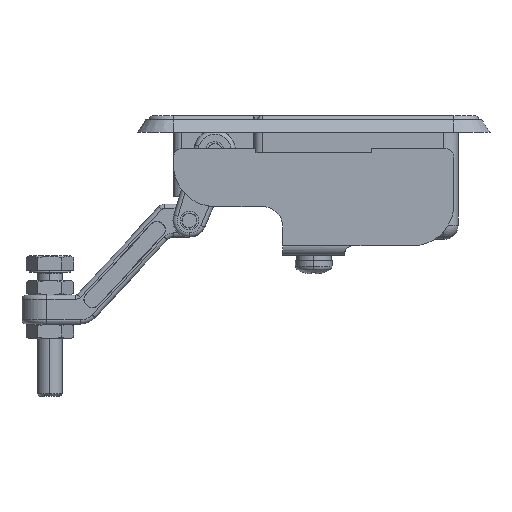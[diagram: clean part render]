
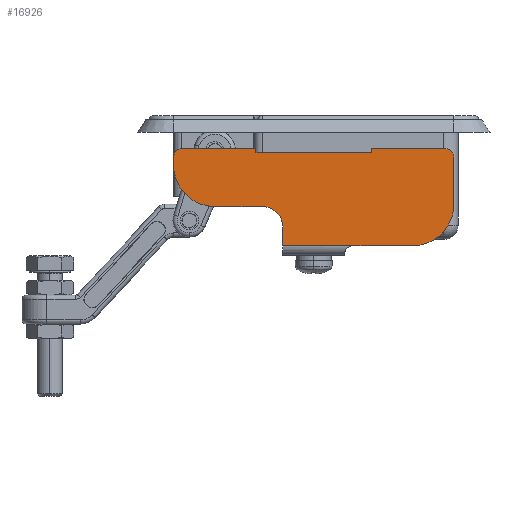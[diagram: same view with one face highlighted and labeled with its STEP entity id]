
A CAD part, left-side view. The second image highlights one B-rep face of the part: STEP entity #16926.
In plain terms, the highlighted planar face has unit normal (-1, 0, 0).
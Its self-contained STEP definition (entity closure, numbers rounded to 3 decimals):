
#79 = CIRCLE ( 'NONE', #11637, 10. ) ;
#197 = EDGE_CURVE ( 'NONE', #705, #1625, #79, .T. ) ;
#219 = DIRECTION ( 'NONE',  ( 0., -1., 0. ) ) ;
#335 = DIRECTION ( 'NONE',  ( 0., 0., -1. ) ) ;
#339 = ORIENTED_EDGE ( 'NONE', *, *, #14631, .T. ) ;
#517 = LINE ( 'NONE', #19559, #17601 ) ;
#608 = VERTEX_POINT ( 'NONE', #11684 ) ;
#646 = ORIENTED_EDGE ( 'NONE', *, *, #9970, .T. ) ;
#705 = VERTEX_POINT ( 'NONE', #959 ) ;
#836 = VERTEX_POINT ( 'NONE', #16934 ) ;
#959 = CARTESIAN_POINT ( 'NONE',  ( -15.3, 10., 19.5 ) ) ;
#991 = VERTEX_POINT ( 'NONE', #17226 ) ;
#1097 = CARTESIAN_POINT ( 'NONE',  ( -15.3, 8., 21.5 ) ) ;
#1102 = DIRECTION ( 'NONE',  ( 0., 0., 1. ) ) ;
#1166 = VERTEX_POINT ( 'NONE', #5553 ) ;
#1177 = VECTOR ( 'NONE', #18766, 1000. ) ;
#1266 = VERTEX_POINT ( 'NONE', #16572 ) ;
#1274 = VECTOR ( 'NONE', #13273, 1000. ) ;
#1393 = LINE ( 'NONE', #20415, #3524 ) ;
#1625 = VERTEX_POINT ( 'NONE', #20863 ) ;
#1898 = LINE ( 'NONE', #20923, #1177 ) ;
#2027 = AXIS2_PLACEMENT_3D ( 'NONE', #1097, #20120, #17977 ) ;
#2392 = CARTESIAN_POINT ( 'NONE',  ( -15.3, 10., 0. ) ) ;
#2510 = AXIS2_PLACEMENT_3D ( 'NONE', #11980, #9796, #7630 ) ;
#2511 = DIRECTION ( 'NONE',  ( -1., 0., 0. ) ) ;
#2620 = EDGE_LOOP ( 'NONE', ( #9628, #12369, #16755, #6560, #646, #15506, #2669, #10035, #19321, #17681, #339, #11480, #16721, #12445, #12148, #14708 ) ) ;
#2635 = DIRECTION ( 'NONE',  ( 0., -1., 0. ) ) ;
#2661 = VECTOR ( 'NONE', #10492, 1000. ) ;
#2669 = ORIENTED_EDGE ( 'NONE', *, *, #7682, .F. ) ;
#2807 = VERTEX_POINT ( 'NONE', #4226 ) ;
#2867 = CARTESIAN_POINT ( 'NONE',  ( -15.3, -10., 23.5 ) ) ;
#2924 = EDGE_CURVE ( 'NONE', #608, #18028, #19985, .T. ) ;
#3095 = EDGE_CURVE ( 'NONE', #2807, #18677, #16013, .T. ) ;
#3271 = CARTESIAN_POINT ( 'NONE',  ( -15.3, -10., 23.5 ) ) ;
#3524 = VECTOR ( 'NONE', #18270, 1000. ) ;
#3738 = AXIS2_PLACEMENT_3D ( 'NONE', #18680, #9975, #7806 ) ;
#4226 = CARTESIAN_POINT ( 'NONE',  ( -15.3, -38., 23.5 ) ) ;
#4265 = CARTESIAN_POINT ( 'NONE',  ( -15.3, -16.5, 0. ) ) ;
#4548 = LINE ( 'NONE', #2392, #16136 ) ;
#4668 = CARTESIAN_POINT ( 'NONE',  ( -15.3, 0., 19.5 ) ) ;
#4688 = FACE_OUTER_BOUND ( 'NONE', #2620, .T. ) ;
#4699 = AXIS2_PLACEMENT_3D ( 'NONE', #11268, #9096, #6909 ) ;
#4770 = CIRCLE ( 'NONE', #4699, 10. ) ;
#4794 = CARTESIAN_POINT ( 'NONE',  ( -15.3, 10., 0. ) ) ;
#5056 = CARTESIAN_POINT ( 'NONE',  ( -15.3, -33.5, 0. ) ) ;
#5431 = LINE ( 'NONE', #3271, #7710 ) ;
#5553 = CARTESIAN_POINT ( 'NONE',  ( -15.3, -58., 10. ) ) ;
#6560 = ORIENTED_EDGE ( 'NONE', *, *, #16702, .T. ) ;
#6909 = DIRECTION ( 'NONE',  ( 0., 0., -1. ) ) ;
#6950 = LINE ( 'NONE', #4794, #12291 ) ;
#6991 = CARTESIAN_POINT ( 'NONE',  ( -15.3, -56., 23.5 ) ) ;
#7519 = EDGE_CURVE ( 'NONE', #836, #1166, #4770, .T. ) ;
#7630 = DIRECTION ( 'NONE',  ( 0., 0., -1. ) ) ;
#7682 = EDGE_CURVE ( 'NONE', #991, #10830, #14869, .T. ) ;
#7710 = VECTOR ( 'NONE', #1102, 1000. ) ;
#7734 = EDGE_CURVE ( 'NONE', #20317, #18677, #16274, .T. ) ;
#7806 = DIRECTION ( 'NONE',  ( 0., 0., -1. ) ) ;
#8320 = CARTESIAN_POINT ( 'NONE',  ( -15.3, 10., 21.5 ) ) ;
#8691 = DIRECTION ( 'NONE',  ( 0., 0., -1. ) ) ;
#8989 = VECTOR ( 'NONE', #13657, 1000. ) ;
#9096 = DIRECTION ( 'NONE',  ( -1., 0., 0. ) ) ;
#9376 = CIRCLE ( 'NONE', #2027, 2. ) ;
#9604 = CARTESIAN_POINT ( 'NONE',  ( -15.3, -38., 22.5 ) ) ;
#9628 = ORIENTED_EDGE ( 'NONE', *, *, #18882, .T. ) ;
#9796 = DIRECTION ( 'NONE',  ( 1., 0., 0. ) ) ;
#9913 = VECTOR ( 'NONE', #11626, 1000. ) ;
#9970 = EDGE_CURVE ( 'NONE', #11412, #1266, #18006, .T. ) ;
#9975 = DIRECTION ( 'NONE',  ( -1., 0., 0. ) ) ;
#10035 = ORIENTED_EDGE ( 'NONE', *, *, #14834, .T. ) ;
#10098 = VERTEX_POINT ( 'NONE', #5056 ) ;
#10492 = DIRECTION ( 'NONE',  ( 0., -1., 0. ) ) ;
#10830 = VERTEX_POINT ( 'NONE', #2867 ) ;
#10864 = DIRECTION ( 'NONE',  ( 1., 0., 0. ) ) ;
#11268 = CARTESIAN_POINT ( 'NONE',  ( -15.3, -48., 10. ) ) ;
#11342 = VECTOR ( 'NONE', #16722, 1000. ) ;
#11412 = VERTEX_POINT ( 'NONE', #9604 ) ;
#11465 = CARTESIAN_POINT ( 'NONE',  ( -15.3, -58., 21.5 ) ) ;
#11480 = ORIENTED_EDGE ( 'NONE', *, *, #2924, .T. ) ;
#11626 = DIRECTION ( 'NONE',  ( 0., -1., 0. ) ) ;
#11637 = AXIS2_PLACEMENT_3D ( 'NONE', #4668, #2511, #335 ) ;
#11684 = CARTESIAN_POINT ( 'NONE',  ( -15.3, -11.5, 9.5 ) ) ;
#11980 = CARTESIAN_POINT ( 'NONE',  ( -15.3, 10., 23.5 ) ) ;
#12148 = ORIENTED_EDGE ( 'NONE', *, *, #14690, .T. ) ;
#12291 = VECTOR ( 'NONE', #2635, 1000. ) ;
#12369 = ORIENTED_EDGE ( 'NONE', *, *, #7734, .T. ) ;
#12445 = ORIENTED_EDGE ( 'NONE', *, *, #19200, .T. ) ;
#12528 = AXIS2_PLACEMENT_3D ( 'NONE', #13060, #10864, #8691 ) ;
#12679 = CARTESIAN_POINT ( 'NONE',  ( -15.3, 10., 23.5 ) ) ;
#13060 = CARTESIAN_POINT ( 'NONE',  ( -15.3, -11.5, 4.5 ) ) ;
#13273 = DIRECTION ( 'NONE',  ( 0., 0., -1. ) ) ;
#13657 = DIRECTION ( 'NONE',  ( 0., 1., 0. ) ) ;
#13825 = CARTESIAN_POINT ( 'NONE',  ( -15.3, 10., 23.5 ) ) ;
#13843 = CARTESIAN_POINT ( 'NONE',  ( -15.3, -16.5, 4.5 ) ) ;
#14177 = PLANE ( 'NONE',  #2510 ) ;
#14631 = EDGE_CURVE ( 'NONE', #1625, #608, #1393, .T. ) ;
#14690 = EDGE_CURVE ( 'NONE', #10098, #836, #6950, .T. ) ;
#14708 = ORIENTED_EDGE ( 'NONE', *, *, #7519, .T. ) ;
#14834 = EDGE_CURVE ( 'NONE', #991, #17951, #9376, .T. ) ;
#14869 = LINE ( 'NONE', #12679, #2661 ) ;
#15473 = CARTESIAN_POINT ( 'NONE',  ( -15.3, -38., 23.5 ) ) ;
#15506 = ORIENTED_EDGE ( 'NONE', *, *, #17292, .T. ) ;
#15844 = CARTESIAN_POINT ( 'NONE',  ( -15.3, 10., 22.5 ) ) ;
#16013 = LINE ( 'NONE', #13825, #9913 ) ;
#16136 = VECTOR ( 'NONE', #219, 1000. ) ;
#16274 = CIRCLE ( 'NONE', #3738, 2. ) ;
#16572 = CARTESIAN_POINT ( 'NONE',  ( -15.3, -10., 22.5 ) ) ;
#16702 = EDGE_CURVE ( 'NONE', #2807, #11412, #17632, .T. ) ;
#16721 = ORIENTED_EDGE ( 'NONE', *, *, #18314, .T. ) ;
#16722 = DIRECTION ( 'NONE',  ( 0., 0., 1. ) ) ;
#16755 = ORIENTED_EDGE ( 'NONE', *, *, #3095, .F. ) ;
#16926 = ADVANCED_FACE ( 'NONE', ( #4688 ), #14177, .F. ) ;
#16934 = CARTESIAN_POINT ( 'NONE',  ( -15.3, -48., 0. ) ) ;
#17226 = CARTESIAN_POINT ( 'NONE',  ( -15.3, 8., 23.5 ) ) ;
#17292 = EDGE_CURVE ( 'NONE', #1266, #10830, #5431, .T. ) ;
#17405 = DIRECTION ( 'NONE',  ( 0., 0., -1. ) ) ;
#17601 = VECTOR ( 'NONE', #17405, 1000. ) ;
#17632 = LINE ( 'NONE', #15473, #1274 ) ;
#17681 = ORIENTED_EDGE ( 'NONE', *, *, #197, .T. ) ;
#17951 = VERTEX_POINT ( 'NONE', #8320 ) ;
#17977 = DIRECTION ( 'NONE',  ( 0., 0., -1. ) ) ;
#18006 = LINE ( 'NONE', #15844, #8989 ) ;
#18028 = VERTEX_POINT ( 'NONE', #13843 ) ;
#18270 = DIRECTION ( 'NONE',  ( 0., -1., 0. ) ) ;
#18314 = EDGE_CURVE ( 'NONE', #18028, #19792, #517, .T. ) ;
#18677 = VERTEX_POINT ( 'NONE', #6991 ) ;
#18680 = CARTESIAN_POINT ( 'NONE',  ( -15.3, -56., 21.5 ) ) ;
#18766 = DIRECTION ( 'NONE',  ( 0., 0., 1. ) ) ;
#18881 = CARTESIAN_POINT ( 'NONE',  ( -15.3, 10., 23.5 ) ) ;
#18882 = EDGE_CURVE ( 'NONE', #1166, #20317, #1898, .T. ) ;
#19200 = EDGE_CURVE ( 'NONE', #19792, #10098, #4548, .T. ) ;
#19321 = ORIENTED_EDGE ( 'NONE', *, *, #20535, .F. ) ;
#19559 = CARTESIAN_POINT ( 'NONE',  ( -15.3, -16.5, 23.5 ) ) ;
#19792 = VERTEX_POINT ( 'NONE', #4265 ) ;
#19985 = CIRCLE ( 'NONE', #12528, 5. ) ;
#20120 = DIRECTION ( 'NONE',  ( -1., 0., 0. ) ) ;
#20317 = VERTEX_POINT ( 'NONE', #11465 ) ;
#20415 = CARTESIAN_POINT ( 'NONE',  ( -15.3, 10., 9.5 ) ) ;
#20535 = EDGE_CURVE ( 'NONE', #705, #17951, #21042, .T. ) ;
#20863 = CARTESIAN_POINT ( 'NONE',  ( -15.3, 0., 9.5 ) ) ;
#20923 = CARTESIAN_POINT ( 'NONE',  ( -15.3, -58., 23.5 ) ) ;
#21042 = LINE ( 'NONE', #18881, #11342 ) ;
